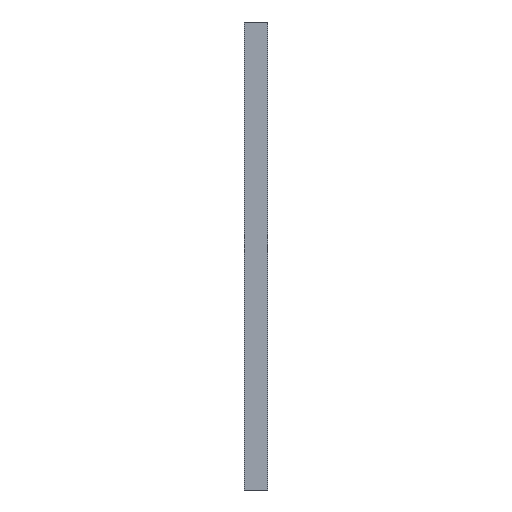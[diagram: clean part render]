
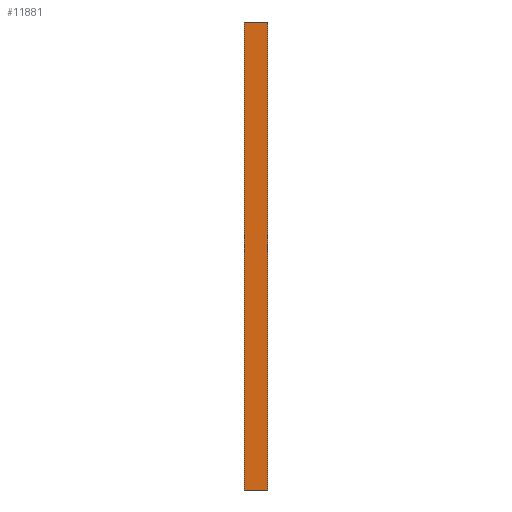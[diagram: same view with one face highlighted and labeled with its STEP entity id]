
A CAD part, left-side view. The second image highlights one B-rep face of the part: STEP entity #11881.
In plain terms, the highlighted planar face has unit normal (-1, 0, 0).
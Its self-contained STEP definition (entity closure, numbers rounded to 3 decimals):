
#661 = DIRECTION ( 'NONE',  ( 0., -1., 0. ) ) ;
#1257 = LINE ( 'NONE', #8800, #11954 ) ;
#1617 = EDGE_CURVE ( 'NONE', #9942, #6713, #1257, .T. ) ;
#1683 = CARTESIAN_POINT ( 'NONE',  ( -50., 2.5, -50. ) ) ;
#1710 = FACE_OUTER_BOUND ( 'NONE', #10544, .T. ) ;
#1936 = EDGE_CURVE ( 'NONE', #11470, #9942, #7112, .T. ) ;
#2595 = ORIENTED_EDGE ( 'NONE', *, *, #6098, .T. ) ;
#2653 = ORIENTED_EDGE ( 'NONE', *, *, #1936, .F. ) ;
#3019 = DIRECTION ( 'NONE',  ( 0., 0., 1. ) ) ;
#3108 = VECTOR ( 'NONE', #661, 1000. ) ;
#4795 = CARTESIAN_POINT ( 'NONE',  ( -50., -2.5, -50. ) ) ;
#5013 = LINE ( 'NONE', #4795, #11080 ) ;
#5864 = DIRECTION ( 'NONE',  ( 0., 0., -1. ) ) ;
#6098 = EDGE_CURVE ( 'NONE', #6554, #6713, #5013, .T. ) ;
#6554 = VERTEX_POINT ( 'NONE', #6555 ) ;
#6555 = CARTESIAN_POINT ( 'NONE',  ( -50., -2.5, -50. ) ) ;
#6713 = VERTEX_POINT ( 'NONE', #12408 ) ;
#7112 = LINE ( 'NONE', #1683, #9234 ) ;
#8181 = AXIS2_PLACEMENT_3D ( 'NONE', #15201, #16566, #5864 ) ;
#8800 = CARTESIAN_POINT ( 'NONE',  ( -50., 2.5, 50. ) ) ;
#9060 = CARTESIAN_POINT ( 'NONE',  ( -50., 2.5, -50. ) ) ;
#9234 = VECTOR ( 'NONE', #12442, 1000. ) ;
#9762 = ORIENTED_EDGE ( 'NONE', *, *, #17358, .T. ) ;
#9942 = VERTEX_POINT ( 'NONE', #14123 ) ;
#10544 = EDGE_LOOP ( 'NONE', ( #2595, #12904, #2653, #9762 ) ) ;
#11080 = VECTOR ( 'NONE', #3019, 1000. ) ;
#11470 = VERTEX_POINT ( 'NONE', #9060 ) ;
#11881 = ADVANCED_FACE ( 'NONE', ( #1710 ), #12538, .F. ) ;
#11954 = VECTOR ( 'NONE', #12826, 1000. ) ;
#12408 = CARTESIAN_POINT ( 'NONE',  ( -50., -2.5, 50. ) ) ;
#12442 = DIRECTION ( 'NONE',  ( 0., 0., 1. ) ) ;
#12538 = PLANE ( 'NONE',  #8181 ) ;
#12826 = DIRECTION ( 'NONE',  ( 0., -1., 0. ) ) ;
#12904 = ORIENTED_EDGE ( 'NONE', *, *, #1617, .F. ) ;
#12966 = LINE ( 'NONE', #14101, #3108 ) ;
#14101 = CARTESIAN_POINT ( 'NONE',  ( -50., 2.5, -50. ) ) ;
#14123 = CARTESIAN_POINT ( 'NONE',  ( -50., 2.5, 50. ) ) ;
#15201 = CARTESIAN_POINT ( 'NONE',  ( -50., 2.5, -50. ) ) ;
#16566 = DIRECTION ( 'NONE',  ( 1., 0., 0. ) ) ;
#17358 = EDGE_CURVE ( 'NONE', #11470, #6554, #12966, .T. ) ;
